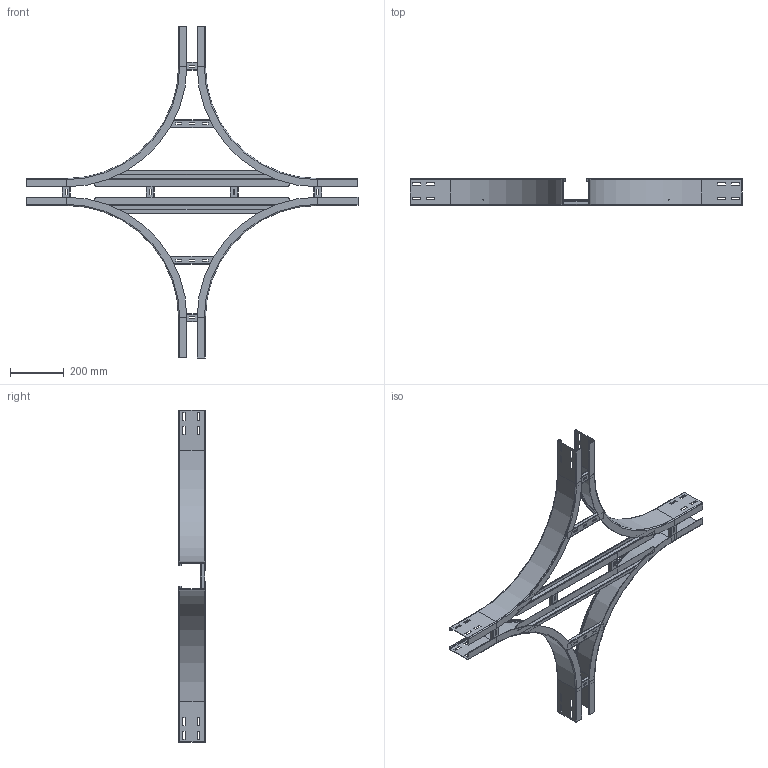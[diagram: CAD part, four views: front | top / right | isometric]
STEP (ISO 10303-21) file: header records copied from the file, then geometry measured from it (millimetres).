
FILE_DESCRIPTION(/* description */ (''),/* implementation_level */ '2;1');
FILE_NAME(/* name */ 'CZDC100H100.stp',/* time_stamp */ '2020-05-19T10:20:08+02:00',/* author */ ('NB06DT_User'),/* organization */ (''),/* preprocessor_version */ 'ST-DEVELOPER v18.1',/* originating_system */ 'Autodesk Inventor 2021',/* authorisation */ '');
FILE_SCHEMA (('AUTOMOTIVE_DESIGN { 1 0 10303 214 3 1 1 }'));
Length unit declared in the file: millimetre
Products named in the file (5): CZDC100H45; LDC...H45N wewnętrzny; szczebel 30x15x190; szczebel 30x15x390; szczebel trójnika drabinki 100
Assembly tree (14 placements, depth 2):
  CZDC100H45
    LDC...H45N wewnętrzny  x4
    szczebel 30x15x390  x6
    szczebel 30x15x190  x2
    szczebel trójnika drabinki 100  x2
Bounding box: 1240 x 100 x 1240 mm (x, y, z)
Volume: 1298453.5 mm3; surface area: 1488660.5 mm2
Topology: 14 solids, 14 shells, 796 faces, 1824 edges, 1056 vertices
Faces by surface type: plane 604, cylinder 160, torus 24, bspline 8
Full cylindrical faces by diameter (mm): 3 x8
Entity records: 6607 total; most frequent: CARTESIAN_POINT 1195, DIRECTION 1092, ORIENTED_EDGE 1044, EDGE_CURVE 522, LINE 418, VECTOR 418, AXIS2_PLACEMENT_3D 337, VERTEX_POINT 304
